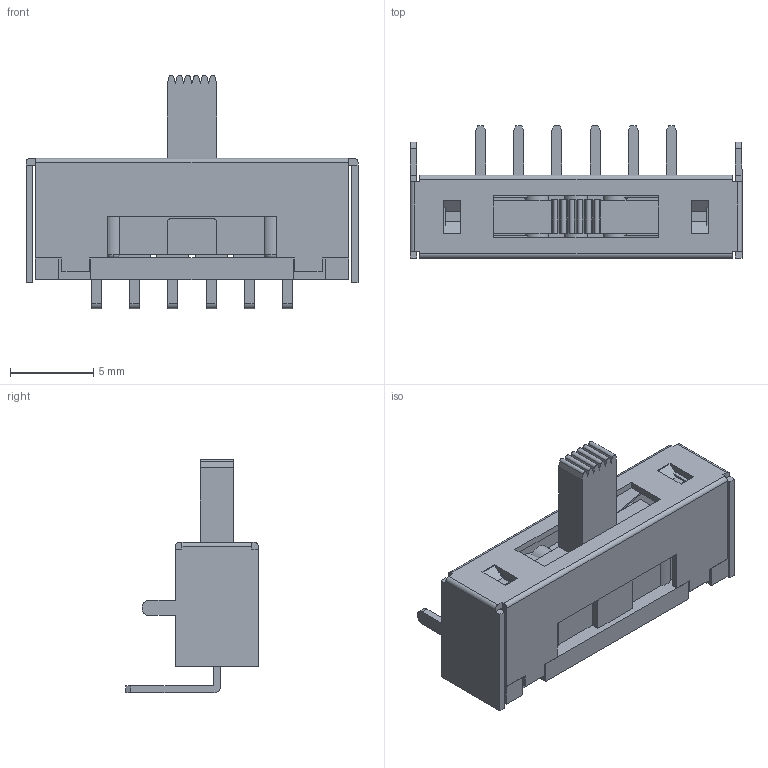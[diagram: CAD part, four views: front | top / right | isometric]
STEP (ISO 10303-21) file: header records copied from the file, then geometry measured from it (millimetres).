
FILE_DESCRIPTION (( 'STEP AP214' ), '1' );
FILE_NAME ('ASLB1470R.STEP', '2024-05-29T07:42:22', ( '' ), ( '' ), 'SwSTEP 2.0', 'SolidWorks 2024', '' );
FILE_SCHEMA (( 'AUTOMOTIVE_DESIGN' ));
Length unit declared in the file: millimetre
Products named in the file (1): ASLB1470R
Bounding box: 20 x 8 x 14.05 mm (x, y, z)
Volume: 439.8 mm3; surface area: 1636 mm2
Topology: 10 solids, 10 shells, 477 faces, 1351 edges, 892 vertices
Faces by surface type: plane 369, cylinder 86, bspline 14, torus 8
Entity records: 16007 total; most frequent: CARTESIAN_POINT 3117, ORIENTED_EDGE 2702, DIRECTION 2417, EDGE_CURVE 1351, LINE 1121, VECTOR 1121, VERTEX_POINT 892, AXIS2_PLACEMENT_3D 648
